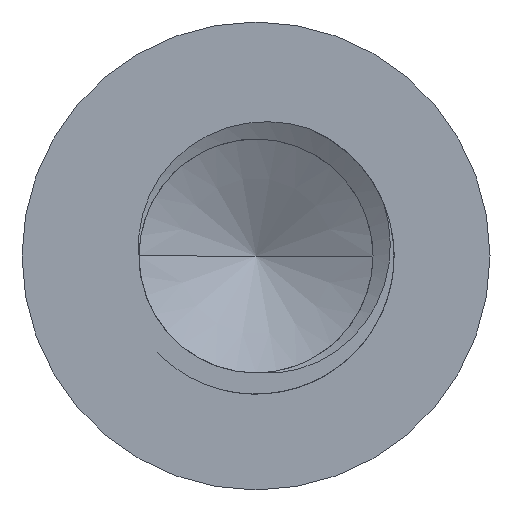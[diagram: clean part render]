
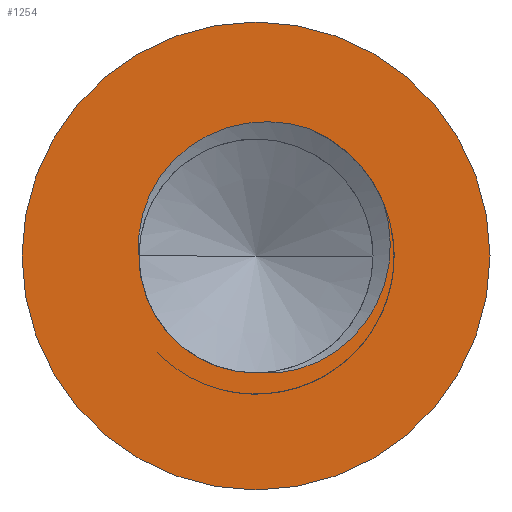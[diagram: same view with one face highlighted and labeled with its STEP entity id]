
A CAD part, left-side view. The second image highlights one B-rep face of the part: STEP entity #1254.
In plain terms, the highlighted planar face has unit normal (-1, 0, 0).
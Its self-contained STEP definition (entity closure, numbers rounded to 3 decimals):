
#93 = CARTESIAN_POINT ( 'NONE',  ( -110., -3.453, 0.302 ) ) ;
#120 = CARTESIAN_POINT ( 'NONE',  ( -110., -3.408, 0.835 ) ) ;
#131 = ORIENTED_EDGE ( 'NONE', *, *, #3929, .F. ) ;
#159 = B_SPLINE_CURVE_WITH_KNOTS ( 'NONE', 3,
 ( #379, #3956, #2995, #4368, #2139, #3547 ),
 .UNSPECIFIED., .F., .F.,
 ( 4, 2, 4 ),
 ( 0., 0.001, 0.003 ),
 .UNSPECIFIED. ) ;
#181 = CARTESIAN_POINT ( 'NONE',  ( -110., -1.694, -2.668 ) ) ;
#227 = CARTESIAN_POINT ( 'NONE',  ( -110., 6., 0. ) ) ;
#240 = DIRECTION ( 'NONE',  ( -1., 0., 0. ) ) ;
#250 = CARTESIAN_POINT ( 'NONE',  ( -110., -1.098, 3.355 ) ) ;
#276 = CARTESIAN_POINT ( 'NONE',  ( -110., -0.835, 3.408 ) ) ;
#369 = EDGE_CURVE ( 'NONE', #1585, #2204, #5529, .T. ) ;
#379 = CARTESIAN_POINT ( 'NONE',  ( -110., -1.355, 3.272 ) ) ;
#543 = CARTESIAN_POINT ( 'NONE',  ( -110., 0., 0. ) ) ;
#610 = CARTESIAN_POINT ( 'NONE',  ( -110., -3.091, -1.259 ) ) ;
#724 = AXIS2_PLACEMENT_3D ( 'NONE', #543, #4066, #1870 ) ;
#955 = CARTESIAN_POINT ( 'NONE',  ( -110., -0.27, -3.024 ) ) ;
#997 = AXIS2_PLACEMENT_3D ( 'NONE', #3891, #1239, #5144 ) ;
#1138 = CARTESIAN_POINT ( 'NONE',  ( -110., 2.91, 1.066 ) ) ;
#1168 = CARTESIAN_POINT ( 'NONE',  ( -110., 0.758, 3.288 ) ) ;
#1239 = DIRECTION ( 'NONE',  ( 1., 0., 0. ) ) ;
#1251 = CARTESIAN_POINT ( 'NONE',  ( -110., 1.928, 2.64 ) ) ;
#1254 = ADVANCED_FACE ( 'NONE', ( #2859, #4138 ), #3786, .T. ) ;
#1476 = CARTESIAN_POINT ( 'NONE',  ( -110., 0., -3. ) ) ;
#1513 = CARTESIAN_POINT ( 'NONE',  ( -110., -2.643, -1.924 ) ) ;
#1585 = VERTEX_POINT ( 'NONE', #1476 ) ;
#1631 = CARTESIAN_POINT ( 'NONE',  ( -110., -0.301, 3.453 ) ) ;
#1659 = CARTESIAN_POINT ( 'NONE',  ( -110., 3.012, 0.537 ) ) ;
#1822 = CARTESIAN_POINT ( 'NONE',  ( -110., -1.073, -2.918 ) ) ;
#1870 = DIRECTION ( 'NONE',  ( 0., 1., 0. ) ) ;
#1882 = CARTESIAN_POINT ( 'NONE',  ( -110., -3.367, -0.5 ) ) ;
#1916 = EDGE_CURVE ( 'NONE', #3821, #5392, #2746, .T. ) ;
#1940 = CARTESIAN_POINT ( 'NONE',  ( -110., -3.272, 1.355 ) ) ;
#1952 = CIRCLE ( 'NONE', #4273, 6. ) ;
#2004 = CARTESIAN_POINT ( 'NONE',  ( -110., 2.613, 1.812 ) ) ;
#2017 = B_SPLINE_CURVE_WITH_KNOTS ( 'NONE', 3,
 ( #1940, #4079, #120, #93, #2250, #1882, #3635, #610, #3605, #1513, #5410, #2372, #2281, #4137, #181, #4014, #1822, #3576, #955, #5352 ),
 .UNSPECIFIED., .F., .F.,
 ( 4, 2, 2, 2, 2, 2, 2, 2, 2, 4 ),
 ( 0., 0.001, 0.002, 0.002, 0.003, 0.004, 0.004, 0.005, 0.006, 0.006 ),
 .UNSPECIFIED. ) ;
#2088 = CARTESIAN_POINT ( 'NONE',  ( -110., 3., 0. ) ) ;
#2138 = CARTESIAN_POINT ( 'NONE',  ( -110., -6., 0. ) ) ;
#2139 = CARTESIAN_POINT ( 'NONE',  ( -110., -3.094, 1.785 ) ) ;
#2204 = VERTEX_POINT ( 'NONE', #2916 ) ;
#2231 = EDGE_LOOP ( 'NONE', ( #5575, #4549, #5711, #5597 ) ) ;
#2250 = CARTESIAN_POINT ( 'NONE',  ( -110., -3.446, 0.029 ) ) ;
#2281 = CARTESIAN_POINT ( 'NONE',  ( -110., -2.041, -2.458 ) ) ;
#2357 = EDGE_CURVE ( 'NONE', #2920, #5186, #159, .T. ) ;
#2372 = CARTESIAN_POINT ( 'NONE',  ( -110., -2.148, -2.38 ) ) ;
#2460 = CARTESIAN_POINT ( 'NONE',  ( -110., -3.272, 1.355 ) ) ;
#2552 = CARTESIAN_POINT ( 'NONE',  ( -110., 1.26, 3.09 ) ) ;
#2589 = EDGE_CURVE ( 'NONE', #5186, #1585, #2017, .T. ) ;
#2739 = ORIENTED_EDGE ( 'NONE', *, *, #1916, .F. ) ;
#2746 = CIRCLE ( 'NONE', #724, 6. ) ;
#2859 = FACE_OUTER_BOUND ( 'NONE', #3637, .T. ) ;
#2892 = CARTESIAN_POINT ( 'NONE',  ( -110., -0.028, 3.446 ) ) ;
#2916 = CARTESIAN_POINT ( 'NONE',  ( -110., 3., 0. ) ) ;
#2920 = VERTEX_POINT ( 'NONE', #3354 ) ;
#2921 = CARTESIAN_POINT ( 'NONE',  ( -110., 2.782, 1.448 ) ) ;
#2995 = CARTESIAN_POINT ( 'NONE',  ( -110., -2.174, 2.834 ) ) ;
#3354 = CARTESIAN_POINT ( 'NONE',  ( -110., -1.355, 3.272 ) ) ;
#3383 = CARTESIAN_POINT ( 'NONE',  ( -110., 2.942, 0.934 ) ) ;
#3413 = CARTESIAN_POINT ( 'NONE',  ( -110., 2.124, 2.455 ) ) ;
#3547 = CARTESIAN_POINT ( 'NONE',  ( -110., -3.272, 1.355 ) ) ;
#3576 = CARTESIAN_POINT ( 'NONE',  ( -110., -0.541, -3.012 ) ) ;
#3605 = CARTESIAN_POINT ( 'NONE',  ( -110., -2.96, -1.492 ) ) ;
#3635 = CARTESIAN_POINT ( 'NONE',  ( -110., -3.297, -0.758 ) ) ;
#3637 = EDGE_LOOP ( 'NONE', ( #2739, #131 ) ) ;
#3786 = PLANE ( 'NONE',  #4675 ) ;
#3821 = VERTEX_POINT ( 'NONE', #227 ) ;
#3822 = CARTESIAN_POINT ( 'NONE',  ( -110., 3.024, 0.27 ) ) ;
#3851 = CARTESIAN_POINT ( 'NONE',  ( -110., 2.467, 2.043 ) ) ;
#3891 = CARTESIAN_POINT ( 'NONE',  ( -110., 0., 0. ) ) ;
#3929 = EDGE_CURVE ( 'NONE', #5392, #3821, #1952, .T. ) ;
#3956 = CARTESIAN_POINT ( 'NONE',  ( -110., -1.785, 3.094 ) ) ;
#3976 = DIRECTION ( 'NONE',  ( 1., 0., 0. ) ) ;
#4014 = CARTESIAN_POINT ( 'NONE',  ( -110., -1.328, -2.837 ) ) ;
#4047 = B_SPLINE_CURVE_WITH_KNOTS ( 'NONE', 3,
 ( #2088, #3822, #1659, #3383, #1138, #5653, #2921, #2004, #3851, #3413, #1251, #5627, #2552, #4230, #1168, #4696, #5598, #2892, #1631, #276, #250, #4318 ),
 .UNSPECIFIED., .F., .F.,
 ( 4, 2, 2, 2, 2, 2, 2, 2, 2, 2, 4 ),
 ( 0., 0.001, 0.001, 0.002, 0.002, 0.003, 0.004, 0.004, 0.005, 0.006, 0.006 ),
 .UNSPECIFIED. ) ;
#4066 = DIRECTION ( 'NONE',  ( 1., 0., 0. ) ) ;
#4079 = CARTESIAN_POINT ( 'NONE',  ( -110., -3.355, 1.097 ) ) ;
#4137 = CARTESIAN_POINT ( 'NONE',  ( -110., -1.814, -2.602 ) ) ;
#4138 = FACE_BOUND ( 'NONE', #2231, .T. ) ;
#4193 = CARTESIAN_POINT ( 'NONE',  ( -110., 3., 0. ) ) ;
#4230 = CARTESIAN_POINT ( 'NONE',  ( -110., 0.887, 3.244 ) ) ;
#4273 = AXIS2_PLACEMENT_3D ( 'NONE', #5147, #3976, #4901 ) ;
#4318 = CARTESIAN_POINT ( 'NONE',  ( -110., -1.355, 3.272 ) ) ;
#4368 = CARTESIAN_POINT ( 'NONE',  ( -110., -2.831, 2.178 ) ) ;
#4549 = ORIENTED_EDGE ( 'NONE', *, *, #2589, .T. ) ;
#4647 = EDGE_CURVE ( 'NONE', #2204, #2920, #4047, .T. ) ;
#4675 = AXIS2_PLACEMENT_3D ( 'NONE', #4193, #240, #5561 ) ;
#4696 = CARTESIAN_POINT ( 'NONE',  ( -110., 0.499, 3.359 ) ) ;
#4901 = DIRECTION ( 'NONE',  ( 0., 1., 0. ) ) ;
#5144 = DIRECTION ( 'NONE',  ( 0., 1., 0. ) ) ;
#5147 = CARTESIAN_POINT ( 'NONE',  ( -110., 0., 0. ) ) ;
#5186 = VERTEX_POINT ( 'NONE', #2460 ) ;
#5352 = CARTESIAN_POINT ( 'NONE',  ( -110., 0., -3. ) ) ;
#5392 = VERTEX_POINT ( 'NONE', #2138 ) ;
#5410 = CARTESIAN_POINT ( 'NONE',  ( -110., -2.456, -2.123 ) ) ;
#5529 = CIRCLE ( 'NONE', #997, 3. ) ;
#5561 = DIRECTION ( 'NONE',  ( 0., -1., 0. ) ) ;
#5575 = ORIENTED_EDGE ( 'NONE', *, *, #2357, .T. ) ;
#5597 = ORIENTED_EDGE ( 'NONE', *, *, #4647, .T. ) ;
#5598 = CARTESIAN_POINT ( 'NONE',  ( -110., 0.368, 3.387 ) ) ;
#5627 = CARTESIAN_POINT ( 'NONE',  ( -110., 1.493, 2.96 ) ) ;
#5653 = CARTESIAN_POINT ( 'NONE',  ( -110., 2.83, 1.323 ) ) ;
#5711 = ORIENTED_EDGE ( 'NONE', *, *, #369, .T. ) ;
